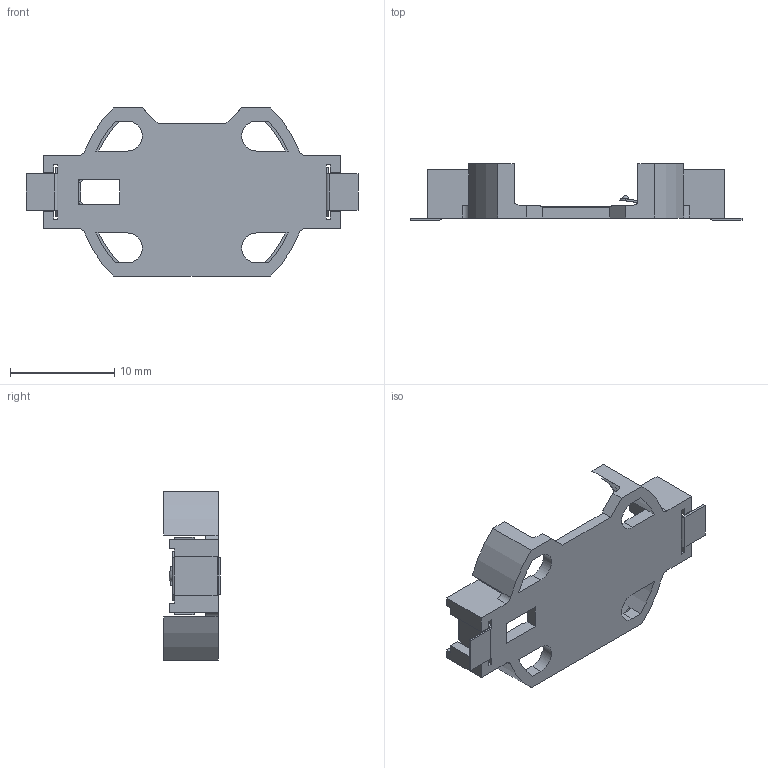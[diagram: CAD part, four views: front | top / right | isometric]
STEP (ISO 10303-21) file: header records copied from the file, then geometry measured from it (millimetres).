
FILE_DESCRIPTION (( 'STEP AP214' ), '1' );
FILE_NAME ('5BBAB7A5-DEDA-45DE-BB79-DE2B9D0FD656.STEP', '2009-02-11T13:51:43', ( 'SysAdmin' ), ( 'SolidWorks' ), 'SwSTEP 2.0', 'SolidWorks 2009', '' );
FILE_SCHEMA (( 'AUTOMOTIVE_DESIGN' ));
Length unit declared in the file: millimetre
Products named in the file (1): 5BBAB7A5-DEDA-45DE-BB79-DE2B9D0FD656
Bounding box: 31.8 x 5.4 x 16.1 mm (x, y, z)
Volume: 560.3 mm3; surface area: 1369.3 mm2
Topology: 2 solids, 2 shells, 262 faces, 721 edges, 462 vertices
Faces by surface type: plane 199, cylinder 43, torus 8, bspline 4, sphere 4, cone 4
Entity records: 8332 total; most frequent: CARTESIAN_POINT 1644, ORIENTED_EDGE 1430, DIRECTION 1329, EDGE_CURVE 715, VECTOR 563, LINE 563, VERTEX_POINT 458, AXIS2_PLACEMENT_3D 383
